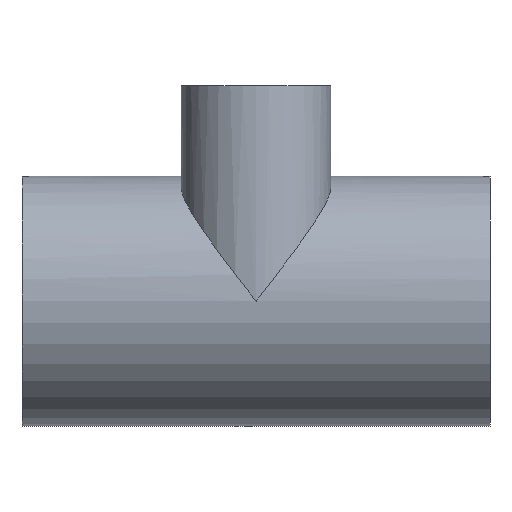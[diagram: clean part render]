
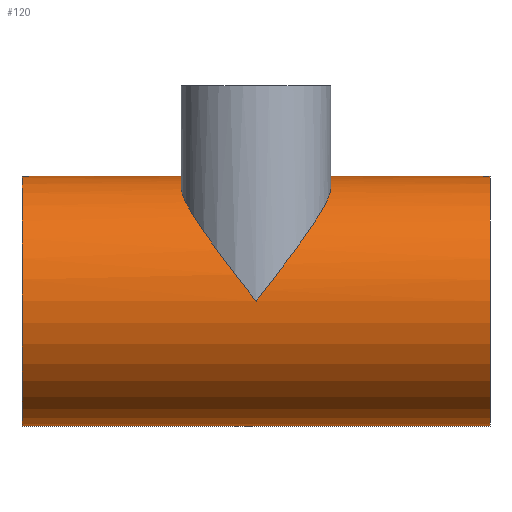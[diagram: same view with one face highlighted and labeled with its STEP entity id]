
A CAD part, front view. The second image highlights one B-rep face of the part: STEP entity #120.
In plain terms, the highlighted cylindrical face has radius 31.75 mm (diameter 63.5 mm), a full revolution.
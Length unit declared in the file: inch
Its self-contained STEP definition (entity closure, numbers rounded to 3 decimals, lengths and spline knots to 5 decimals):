
#17=FACE_BOUND('',#37,.T.);
#27=FACE_OUTER_BOUND('',#36,.T.);
#36=EDGE_LOOP('',(#102,#103,#104,#105));
#37=EDGE_LOOP('',(#106,#107));
#44=B_SPLINE_CURVE_WITH_KNOTS('',3,(#258,#259,#260,#261,#262,#263,#264,
#265,#266,#267,#268,#269,#270,#271,#272,#273,#274,#275,#276,#277,#278,#279,
#280,#281,#282,#283,#284,#285,#286,#287,#288,#289,#290,#291,#292,#293,#294,
#295,#296,#297,#298,#299,#300,#301,#302,#303,#304,#305),.UNSPECIFIED.,.F.,
 .F.,(4,2,2,2,2,2,2,2,2,2,2,2,2,2,2,2,2,2,2,2,2,2,2,4),(0.,0.59778,
1.19556,1.79334,2.39111,3.2021,3.60759,
4.01308,4.37857,4.74406,5.10955,5.47504,
5.83838,6.20173,6.56508,6.92843,7.29177,
7.65512,8.01847,8.38182,8.74731,9.1128,
9.47829,9.84378),.UNSPECIFIED.);
#45=B_SPLINE_CURVE_WITH_KNOTS('',3,(#306,#307,#308,#309,#310,#311,#312,
#313,#314,#315,#316,#317,#318,#319,#320,#321),.UNSPECIFIED.,.F.,.F.,(4,
2,2,2,2,2,2,4),(9.84378,10.24927,10.65476,11.46574,
12.06352,12.6613,13.25908,13.85685),
 .UNSPECIFIED.);
#49=LINE('',#336,#53);
#53=VECTOR('',#181,1.25);
#58=CIRCLE('',#152,1.25);
#59=CIRCLE('',#153,1.25);
#63=VERTEX_POINT('',#256);
#64=VERTEX_POINT('',#257);
#68=VERTEX_POINT('',#333);
#69=VERTEX_POINT('',#335);
#74=EDGE_CURVE('',#63,#64,#44,.T.);
#75=EDGE_CURVE('',#64,#63,#45,.T.);
#81=EDGE_CURVE('',#68,#68,#58,.T.);
#82=EDGE_CURVE('',#68,#69,#49,.T.);
#83=EDGE_CURVE('',#69,#69,#59,.T.);
#102=ORIENTED_EDGE('',*,*,#81,.F.);
#103=ORIENTED_EDGE('',*,*,#82,.T.);
#104=ORIENTED_EDGE('',*,*,#83,.T.);
#105=ORIENTED_EDGE('',*,*,#82,.F.);
#106=ORIENTED_EDGE('',*,*,#74,.T.);
#107=ORIENTED_EDGE('',*,*,#75,.T.);
#115=CYLINDRICAL_SURFACE('',#151,1.25);
#120=ADVANCED_FACE('',(#27,#17),#115,.T.);
#151=AXIS2_PLACEMENT_3D('',#332,#177,#178);
#152=AXIS2_PLACEMENT_3D('',#334,#179,#180);
#153=AXIS2_PLACEMENT_3D('',#337,#182,#183);
#177=DIRECTION('center_axis',(-1.,0.,0.));
#178=DIRECTION('ref_axis',(0.,-1.,0.));
#179=DIRECTION('center_axis',(-1.,0.,0.));
#180=DIRECTION('ref_axis',(0.,-1.,0.));
#181=DIRECTION('',(1.,0.,0.));
#182=DIRECTION('center_axis',(-1.,0.,0.));
#183=DIRECTION('ref_axis',(0.,-1.,0.));
#256=CARTESIAN_POINT('',(0.,-1.25,0.));
#257=CARTESIAN_POINT('',(0.75,-0.5,1.14564));
#258=CARTESIAN_POINT('Ctrl Pts',(0.,-1.25,0.));
#259=CARTESIAN_POINT('Ctrl Pts',(-0.04804,-1.25,0.06202));
#260=CARTESIAN_POINT('Ctrl Pts',(-0.09821,-1.24532,
0.12677));
#261=CARTESIAN_POINT('Ctrl Pts',(-0.19918,-1.2249,0.25792));
#262=CARTESIAN_POINT('Ctrl Pts',(-0.24998,-1.20916,0.32431));
#263=CARTESIAN_POINT('Ctrl Pts',(-0.34861,-1.16623,0.45513));
#264=CARTESIAN_POINT('Ctrl Pts',(-0.39647,-1.13903,0.5196));
#265=CARTESIAN_POINT('Ctrl Pts',(-0.48582,-1.07405,0.64327));
#266=CARTESIAN_POINT('Ctrl Pts',(-0.52731,-1.03625,0.70249));
#267=CARTESIAN_POINT('Ctrl Pts',(-0.61402,-0.93729,
0.83236));
#268=CARTESIAN_POINT('Ctrl Pts',(-0.66195,-0.86427,
0.90958));
#269=CARTESIAN_POINT('Ctrl Pts',(-0.71306,-0.73693,
1.01113));
#270=CARTESIAN_POINT('Ctrl Pts',(-0.7267,-0.69158,1.0427));
#271=CARTESIAN_POINT('Ctrl Pts',(-0.74518,-0.5975,
1.09932));
#272=CARTESIAN_POINT('Ctrl Pts',(-0.75,-0.54877,1.12436));
#273=CARTESIAN_POINT('Ctrl Pts',(-0.75,-0.45604,1.16483));
#274=CARTESIAN_POINT('Ctrl Pts',(-0.74606,-0.40953,
1.18204));
#275=CARTESIAN_POINT('Ctrl Pts',(-0.72848,-0.31531,
1.21058));
#276=CARTESIAN_POINT('Ctrl Pts',(-0.71483,-0.26762,
1.22192));
#277=CARTESIAN_POINT('Ctrl Pts',(-0.67783,-0.17515,
1.23856));
#278=CARTESIAN_POINT('Ctrl Pts',(-0.65443,-0.13025,1.2439));
#279=CARTESIAN_POINT('Ctrl Pts',(-0.59964,-0.04676,
1.24983));
#280=CARTESIAN_POINT('Ctrl Pts',(-0.56824,-0.00816,
1.25044));
#281=CARTESIAN_POINT('Ctrl Pts',(-0.50116,0.06001,1.24902));
#282=CARTESIAN_POINT('Ctrl Pts',(-0.46336,0.09185,
1.24694));
#283=CARTESIAN_POINT('Ctrl Pts',(-0.38098,0.14795,1.24153));
#284=CARTESIAN_POINT('Ctrl Pts',(-0.33641,0.17222,1.23824));
#285=CARTESIAN_POINT('Ctrl Pts',(-0.24333,0.21122,1.23218));
#286=CARTESIAN_POINT('Ctrl Pts',(-0.19475,0.22599,1.22944));
#287=CARTESIAN_POINT('Ctrl Pts',(-0.09693,0.24538,
1.22572));
#288=CARTESIAN_POINT('Ctrl Pts',(-0.04768,0.25,1.22474));
#289=CARTESIAN_POINT('Ctrl Pts',(0.04768,0.25,1.22474));
#290=CARTESIAN_POINT('Ctrl Pts',(0.09693,0.24538,1.22572));
#291=CARTESIAN_POINT('Ctrl Pts',(0.19475,0.22599,1.22944));
#292=CARTESIAN_POINT('Ctrl Pts',(0.24333,0.21122,1.23218));
#293=CARTESIAN_POINT('Ctrl Pts',(0.33641,0.17222,1.23824));
#294=CARTESIAN_POINT('Ctrl Pts',(0.38098,0.14795,1.24153));
#295=CARTESIAN_POINT('Ctrl Pts',(0.46336,0.09185,1.24694));
#296=CARTESIAN_POINT('Ctrl Pts',(0.50116,0.06001,1.24902));
#297=CARTESIAN_POINT('Ctrl Pts',(0.56824,-0.00816,
1.25044));
#298=CARTESIAN_POINT('Ctrl Pts',(0.59964,-0.04676,1.24983));
#299=CARTESIAN_POINT('Ctrl Pts',(0.65443,-0.13025,1.2439));
#300=CARTESIAN_POINT('Ctrl Pts',(0.67783,-0.17515,1.23856));
#301=CARTESIAN_POINT('Ctrl Pts',(0.71483,-0.26762,1.22192));
#302=CARTESIAN_POINT('Ctrl Pts',(0.72848,-0.31531,1.21058));
#303=CARTESIAN_POINT('Ctrl Pts',(0.74606,-0.40953,1.18204));
#304=CARTESIAN_POINT('Ctrl Pts',(0.75,-0.45604,1.16483));
#305=CARTESIAN_POINT('Ctrl Pts',(0.75,-0.5,1.14564));
#306=CARTESIAN_POINT('Ctrl Pts',(0.75,-0.5,1.14564));
#307=CARTESIAN_POINT('Ctrl Pts',(0.75,-0.54877,1.12436));
#308=CARTESIAN_POINT('Ctrl Pts',(0.74518,-0.5975,1.09932));
#309=CARTESIAN_POINT('Ctrl Pts',(0.7267,-0.69158,1.0427));
#310=CARTESIAN_POINT('Ctrl Pts',(0.71306,-0.73693,1.01113));
#311=CARTESIAN_POINT('Ctrl Pts',(0.66195,-0.86427,0.90958));
#312=CARTESIAN_POINT('Ctrl Pts',(0.61402,-0.93729,0.83236));
#313=CARTESIAN_POINT('Ctrl Pts',(0.52731,-1.03625,0.70249));
#314=CARTESIAN_POINT('Ctrl Pts',(0.48582,-1.07405,0.64327));
#315=CARTESIAN_POINT('Ctrl Pts',(0.39647,-1.13903,0.5196));
#316=CARTESIAN_POINT('Ctrl Pts',(0.34861,-1.16623,0.45513));
#317=CARTESIAN_POINT('Ctrl Pts',(0.24998,-1.20916,0.32431));
#318=CARTESIAN_POINT('Ctrl Pts',(0.19918,-1.2249,0.25792));
#319=CARTESIAN_POINT('Ctrl Pts',(0.09821,-1.24532,0.12677));
#320=CARTESIAN_POINT('Ctrl Pts',(0.04804,-1.25,0.06202));
#321=CARTESIAN_POINT('Ctrl Pts',(0.,-1.25,0.));
#332=CARTESIAN_POINT('Origin',(2.344,0.,0.));
#333=CARTESIAN_POINT('',(-2.344,1.25,0.));
#334=CARTESIAN_POINT('Origin',(-2.344,0.,0.));
#335=CARTESIAN_POINT('',(2.344,1.25,0.));
#336=CARTESIAN_POINT('',(2.344,1.25,0.));
#337=CARTESIAN_POINT('Origin',(2.344,0.,0.));
